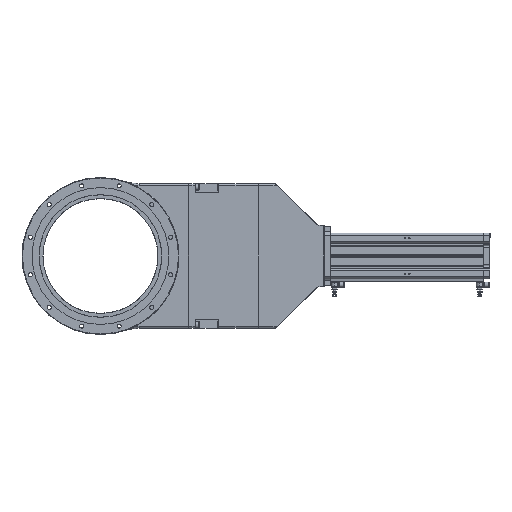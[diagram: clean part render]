
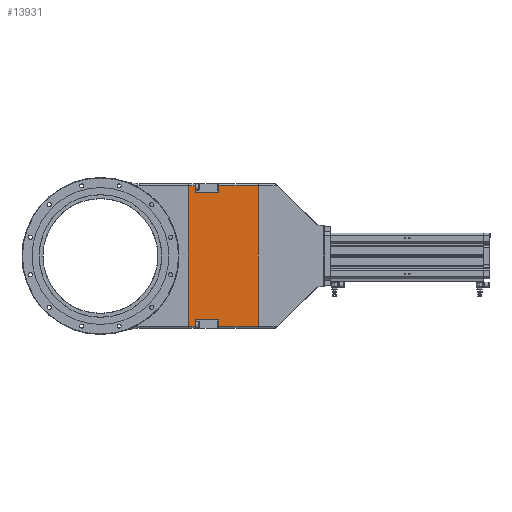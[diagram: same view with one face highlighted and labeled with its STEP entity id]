
A CAD part, front view. The second image highlights one B-rep face of the part: STEP entity #13931.
In plain terms, the highlighted planar face has unit normal (0, -1, 0).
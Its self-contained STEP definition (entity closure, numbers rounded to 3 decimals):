
#225 = EDGE_CURVE ( 'NONE', #31007, #49839, #25259, .T. ) ;
#341 = VECTOR ( 'NONE', #36197, 39.37 ) ;
#840 = CARTESIAN_POINT ( 'NONE',  ( -11.339, -1.22, 5.374 ) ) ;
#1296 = LINE ( 'NONE', #37546, #14648 ) ;
#1494 = VERTEX_POINT ( 'NONE', #10991 ) ;
#3302 = CARTESIAN_POINT ( 'NONE',  ( -6.043, -1.22, 5.886 ) ) ;
#3350 = CARTESIAN_POINT ( 'NONE',  ( -11.909, -1.22, -5.886 ) ) ;
#3577 = EDGE_CURVE ( 'NONE', #49839, #25428, #63629, .T. ) ;
#4758 = DIRECTION ( 'NONE',  ( 0., 0., 1. ) ) ;
#5101 = DIRECTION ( 'NONE',  ( 0., 0., -1. ) ) ;
#8399 = EDGE_LOOP ( 'NONE', ( #27728, #13018, #19884, #45157, #45315, #56535, #10443, #18579, #65715, #28052, #19709, #49805 ) ) ;
#9124 = VECTOR ( 'NONE', #12262, 39.37 ) ;
#10443 = ORIENTED_EDGE ( 'NONE', *, *, #32921, .T. ) ;
#10991 = CARTESIAN_POINT ( 'NONE',  ( -11.339, -1.22, 5.886 ) ) ;
#12235 = EDGE_CURVE ( 'NONE', #64842, #31007, #62637, .T. ) ;
#12262 = DIRECTION ( 'NONE',  ( -1., 0., 0. ) ) ;
#12469 = EDGE_CURVE ( 'NONE', #59839, #25428, #54570, .T. ) ;
#13018 = ORIENTED_EDGE ( 'NONE', *, *, #22257, .F. ) ;
#13203 = VERTEX_POINT ( 'NONE', #42254 ) ;
#13931 = ADVANCED_FACE ( 'NONE', ( #64166 ), #48051, .F. ) ;
#13970 = EDGE_CURVE ( 'NONE', #34120, #37921, #32592, .T. ) ;
#14082 = VECTOR ( 'NONE', #60647, 39.37 ) ;
#14648 = VECTOR ( 'NONE', #22459, 39.37 ) ;
#15732 = LINE ( 'NONE', #21425, #341 ) ;
#15837 = LINE ( 'NONE', #51432, #44525 ) ;
#16157 = CARTESIAN_POINT ( 'NONE',  ( -9.37, -1.22, 5.886 ) ) ;
#18059 = CARTESIAN_POINT ( 'NONE',  ( -11.339, -1.22, -5.886 ) ) ;
#18579 = ORIENTED_EDGE ( 'NONE', *, *, #23794, .T. ) ;
#19709 = ORIENTED_EDGE ( 'NONE', *, *, #3577, .T. ) ;
#19884 = ORIENTED_EDGE ( 'NONE', *, *, #37254, .T. ) ;
#21353 = DIRECTION ( 'NONE',  ( 1., 0., 0. ) ) ;
#21425 = CARTESIAN_POINT ( 'NONE',  ( -11.909, -1.22, -5.886 ) ) ;
#21805 = CARTESIAN_POINT ( 'NONE',  ( -6.043, -1.22, -5.886 ) ) ;
#22257 = EDGE_CURVE ( 'NONE', #1494, #33053, #15837, .T. ) ;
#22459 = DIRECTION ( 'NONE',  ( 1., 0., 0. ) ) ;
#23139 = VECTOR ( 'NONE', #60126, 39.37 ) ;
#23174 = CARTESIAN_POINT ( 'NONE',  ( -11.339, -1.22, -5.374 ) ) ;
#23250 = VECTOR ( 'NONE', #61160, 39.37 ) ;
#23794 = EDGE_CURVE ( 'NONE', #13203, #64842, #58053, .T. ) ;
#25259 = LINE ( 'NONE', #45737, #38531 ) ;
#25428 = VERTEX_POINT ( 'NONE', #16157 ) ;
#25439 = EDGE_CURVE ( 'NONE', #56629, #34120, #46377, .T. ) ;
#27087 = VECTOR ( 'NONE', #56825, 39.37 ) ;
#27172 = DIRECTION ( 'NONE',  ( 0., 0., -1. ) ) ;
#27728 = ORIENTED_EDGE ( 'NONE', *, *, #60806, .F. ) ;
#28052 = ORIENTED_EDGE ( 'NONE', *, *, #225, .T. ) ;
#28240 = CARTESIAN_POINT ( 'NONE',  ( -11.929, -1.22, -6.083 ) ) ;
#30130 = CARTESIAN_POINT ( 'NONE',  ( -9.37, -1.22, 5.374 ) ) ;
#31007 = VERTEX_POINT ( 'NONE', #21805 ) ;
#31419 = CARTESIAN_POINT ( 'NONE',  ( -11.929, -1.22, -5.886 ) ) ;
#32275 = CARTESIAN_POINT ( 'NONE',  ( -11.929, -1.22, 5.886 ) ) ;
#32592 = LINE ( 'NONE', #63826, #23139 ) ;
#32921 = EDGE_CURVE ( 'NONE', #37921, #13203, #40163, .T. ) ;
#33053 = VERTEX_POINT ( 'NONE', #840 ) ;
#34120 = VERTEX_POINT ( 'NONE', #18059 ) ;
#35916 = CARTESIAN_POINT ( 'NONE',  ( -11.339, -1.22, -5.374 ) ) ;
#36197 = DIRECTION ( 'NONE',  ( 0., 0., -1. ) ) ;
#37254 = EDGE_CURVE ( 'NONE', #1494, #45826, #41371, .T. ) ;
#37546 = CARTESIAN_POINT ( 'NONE',  ( -11.339, -1.22, 5.374 ) ) ;
#37763 = CARTESIAN_POINT ( 'NONE',  ( -11.929, -1.22, 5.886 ) ) ;
#37921 = VERTEX_POINT ( 'NONE', #35916 ) ;
#38305 = DIRECTION ( 'NONE',  ( -1., 0., 0. ) ) ;
#38531 = VECTOR ( 'NONE', #4758, 39.37 ) ;
#39965 = VECTOR ( 'NONE', #40101, 39.37 ) ;
#40101 = DIRECTION ( 'NONE',  ( 0., 0., 1. ) ) ;
#40163 = LINE ( 'NONE', #23174, #14082 ) ;
#41371 = LINE ( 'NONE', #32275, #27087 ) ;
#42254 = CARTESIAN_POINT ( 'NONE',  ( -9.37, -1.22, -5.374 ) ) ;
#44525 = VECTOR ( 'NONE', #5101, 39.37 ) ;
#44630 = VECTOR ( 'NONE', #27172, 39.37 ) ;
#45157 = ORIENTED_EDGE ( 'NONE', *, *, #55728, .T. ) ;
#45315 = ORIENTED_EDGE ( 'NONE', *, *, #25439, .T. ) ;
#45737 = CARTESIAN_POINT ( 'NONE',  ( -6.043, -1.22, -6.083 ) ) ;
#45826 = VERTEX_POINT ( 'NONE', #48602 ) ;
#46377 = LINE ( 'NONE', #55807, #23250 ) ;
#47430 = VECTOR ( 'NONE', #21353, 39.37 ) ;
#48051 = PLANE ( 'NONE',  #60606 ) ;
#48602 = CARTESIAN_POINT ( 'NONE',  ( -11.909, -1.22, 5.886 ) ) ;
#49805 = ORIENTED_EDGE ( 'NONE', *, *, #12469, .F. ) ;
#49839 = VERTEX_POINT ( 'NONE', #3302 ) ;
#51432 = CARTESIAN_POINT ( 'NONE',  ( -11.339, -1.22, 6.083 ) ) ;
#54570 = LINE ( 'NONE', #60263, #39965 ) ;
#55728 = EDGE_CURVE ( 'NONE', #45826, #56629, #15732, .T. ) ;
#55807 = CARTESIAN_POINT ( 'NONE',  ( -11.929, -1.22, -5.886 ) ) ;
#56535 = ORIENTED_EDGE ( 'NONE', *, *, #13970, .T. ) ;
#56629 = VERTEX_POINT ( 'NONE', #3350 ) ;
#56825 = DIRECTION ( 'NONE',  ( -1., 0., 0. ) ) ;
#58053 = LINE ( 'NONE', #63752, #44630 ) ;
#58799 = DIRECTION ( 'NONE',  ( 0., 1., 0. ) ) ;
#59650 = CARTESIAN_POINT ( 'NONE',  ( -9.37, -1.22, -5.886 ) ) ;
#59839 = VERTEX_POINT ( 'NONE', #30130 ) ;
#60126 = DIRECTION ( 'NONE',  ( 0., 0., 1. ) ) ;
#60263 = CARTESIAN_POINT ( 'NONE',  ( -9.37, -1.22, 6.083 ) ) ;
#60606 = AXIS2_PLACEMENT_3D ( 'NONE', #28240, #58799, #38305 ) ;
#60647 = DIRECTION ( 'NONE',  ( 1., 0., 0. ) ) ;
#60806 = EDGE_CURVE ( 'NONE', #33053, #59839, #1296, .T. ) ;
#61160 = DIRECTION ( 'NONE',  ( 1., 0., 0. ) ) ;
#62637 = LINE ( 'NONE', #31419, #47430 ) ;
#63629 = LINE ( 'NONE', #37763, #9124 ) ;
#63752 = CARTESIAN_POINT ( 'NONE',  ( -9.37, -1.22, -6.083 ) ) ;
#63826 = CARTESIAN_POINT ( 'NONE',  ( -11.339, -1.22, -6.083 ) ) ;
#64166 = FACE_OUTER_BOUND ( 'NONE', #8399, .T. ) ;
#64842 = VERTEX_POINT ( 'NONE', #59650 ) ;
#65715 = ORIENTED_EDGE ( 'NONE', *, *, #12235, .T. ) ;
